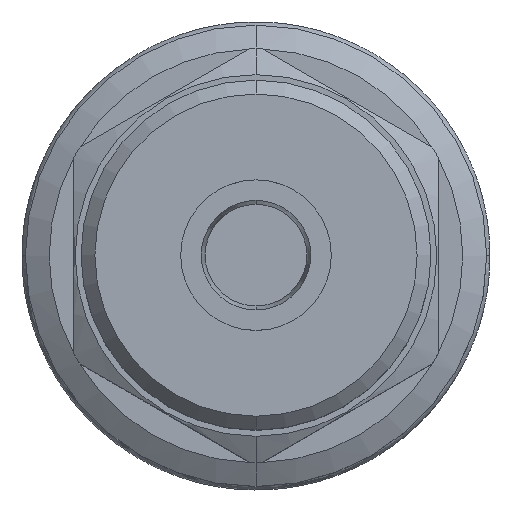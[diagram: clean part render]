
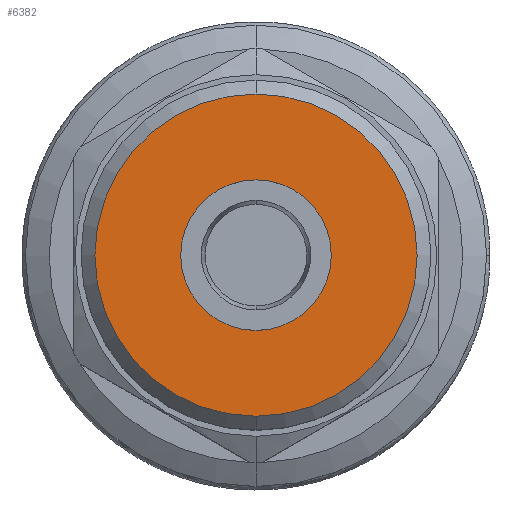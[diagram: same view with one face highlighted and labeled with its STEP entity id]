
A CAD part, top view. The second image highlights one B-rep face of the part: STEP entity #6382.
In plain terms, the highlighted planar face has unit normal (0, 0, 1).
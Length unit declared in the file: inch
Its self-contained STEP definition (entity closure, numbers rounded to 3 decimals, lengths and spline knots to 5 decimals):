
#1952=CARTESIAN_POINT('',(0.,0.,5.624));
#1953=DIRECTION('',(0.,0.,1.));
#1954=DIRECTION('',(0.,-1.,0.));
#1955=AXIS2_PLACEMENT_3D('',#1952,#1953,#1954);
#1970=CARTESIAN_POINT('',(0.,0.,5.624));
#1971=DIRECTION('',(0.,0.,1.));
#1972=DIRECTION('',(0.,-1.,0.));
#1973=AXIS2_PLACEMENT_3D('',#1970,#1971,#1972);
#1975=CARTESIAN_POINT('',(0.,0.,5.624));
#1976=DIRECTION('',(0.,0.,1.));
#1977=DIRECTION('',(0.,1.,0.));
#1978=AXIS2_PLACEMENT_3D('',#1975,#1976,#1977);
#1980=CARTESIAN_POINT('',(0.,0.,5.624));
#1981=DIRECTION('',(0.,0.,1.));
#1982=DIRECTION('',(0.,1.,0.));
#1983=AXIS2_PLACEMENT_3D('',#1980,#1981,#1982);
#3898=CARTESIAN_POINT('',(0.,0.719,5.624));
#3899=CARTESIAN_POINT('',(0.,-0.719,5.624));
#3900=VERTEX_POINT('',#3898);
#3901=VERTEX_POINT('',#3899);
#3970=CARTESIAN_POINT('',(0.,-0.336,5.624));
#3971=CARTESIAN_POINT('',(0.,0.336,5.624));
#3972=VERTEX_POINT('',#3970);
#3973=VERTEX_POINT('',#3971);
#6366=CARTESIAN_POINT('',(0.,0.,5.624));
#6367=DIRECTION('',(0.,0.,1.));
#6368=DIRECTION('',(0.,1.,0.));
#6369=AXIS2_PLACEMENT_3D('',#6366,#6367,#6368);
#6370=PLANE('',#6369);
#6371=ORIENTED_EDGE('',*,*,#6349,.F.);
#6373=ORIENTED_EDGE('',*,*,#6372,.F.);
#6374=EDGE_LOOP('',(#6371,#6373));
#6375=FACE_OUTER_BOUND('',#6374,.F.);
#6377=ORIENTED_EDGE('',*,*,#6376,.T.);
#6379=ORIENTED_EDGE('',*,*,#6378,.T.);
#6380=EDGE_LOOP('',(#6377,#6379));
#6381=FACE_BOUND('',#6380,.F.);
#1956=CIRCLE('',#1955,0.719);
#1974=CIRCLE('',#1973,0.336);
#1979=CIRCLE('',#1978,0.336);
#1984=CIRCLE('',#1983,0.719);
#6349=EDGE_CURVE('',#3901,#3900,#1956,.T.);
#6372=EDGE_CURVE('',#3900,#3901,#1984,.T.);
#6376=EDGE_CURVE('',#3972,#3973,#1974,.T.);
#6378=EDGE_CURVE('',#3973,#3972,#1979,.T.);
#6382=ADVANCED_FACE('',(#6375,#6381),#6370,.T.);
